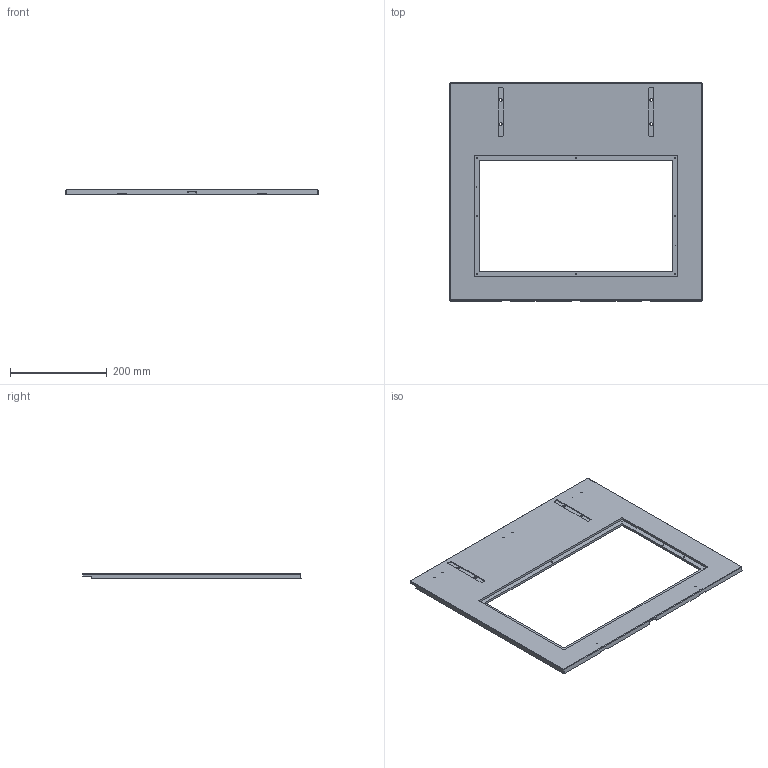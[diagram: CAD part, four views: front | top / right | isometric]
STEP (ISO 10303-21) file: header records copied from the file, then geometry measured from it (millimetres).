
FILE_DESCRIPTION (( 'STEP AP214' ), '1' );
FILE_NAME ('Housing_top.STEP', '2020-09-08T12:04:52', ( '' ), ( '' ), 'SwSTEP 2.0', 'SolidWorks 2019', '' );
FILE_SCHEMA (( 'AUTOMOTIVE_DESIGN' ));
Length unit declared in the file: millimetre
Products named in the file (1): Housing_top
Bounding box: 520 x 450 x 10 mm (x, y, z)
Volume: 1297282.9 mm3; surface area: 317677.2 mm2
Topology: 1 solids, 1 shells, 157 faces, 410 edges, 248 vertices
Faces by surface type: cylinder 86, plane 43, cone 24, sphere 4
Entity records: 5138 total; most frequent: DIRECTION 868, CARTESIAN_POINT 796, ORIENTED_EDGE 768, EDGE_CURVE 384, AXIS2_PLACEMENT_3D 328, VERTEX_POINT 248, LINE 212, VECTOR 212
